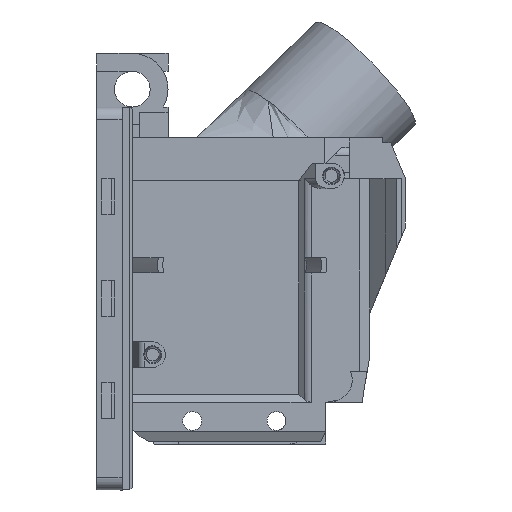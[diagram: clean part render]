
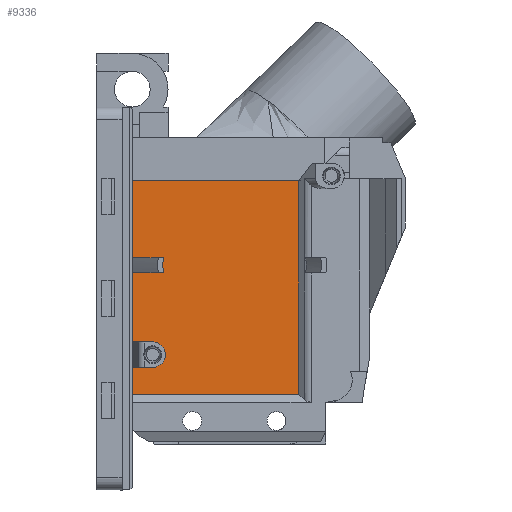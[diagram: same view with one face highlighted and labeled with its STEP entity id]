
A CAD part, left-side view. The second image highlights one B-rep face of the part: STEP entity #9336.
In plain terms, the highlighted planar face has unit normal (-1, 0, 0).
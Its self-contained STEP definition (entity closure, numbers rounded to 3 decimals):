
#163=FACE_BOUND('',#1462,.T.);
#453=PLANE('',#10096);
#925=FACE_OUTER_BOUND('',#1461,.T.);
#1461=EDGE_LOOP('',(#8424,#8425,#8426,#8427,#8428,#8429,#8430,#8431,#8432,
#8433));
#1462=EDGE_LOOP('',(#8434,#8435,#8436,#8437));
#1742=CIRCLE('',#9954,15.5);
#1743=CIRCLE('',#9958,2.5);
#1744=CIRCLE('',#9970,21.5);
#1746=CIRCLE('',#9972,21.5);
#2598=LINE('',#17652,#3547);
#2601=LINE('',#17663,#3550);
#2602=LINE('',#17670,#3551);
#2606=LINE('',#17679,#3555);
#2608=LINE('',#17682,#3557);
#2628=LINE('',#17731,#3577);
#2765=LINE('',#18180,#3714);
#2766=LINE('',#18182,#3715);
#2767=LINE('',#18184,#3716);
#2768=LINE('',#18185,#3717);
#3547=VECTOR('',#11958,10.);
#3550=VECTOR('',#11967,10.);
#3551=VECTOR('',#11970,10.);
#3555=VECTOR('',#11980,10.);
#3557=VECTOR('',#11984,10.);
#3577=VECTOR('',#12030,10.);
#3714=VECTOR('',#12411,10.);
#3715=VECTOR('',#12414,10.);
#3716=VECTOR('',#12415,10.);
#3717=VECTOR('',#12416,10.);
#4501=VERTEX_POINT('',#17650);
#4502=VERTEX_POINT('',#17651);
#4503=VERTEX_POINT('',#17658);
#4504=VERTEX_POINT('',#17662);
#4505=VERTEX_POINT('',#17668);
#4506=VERTEX_POINT('',#17669);
#4507=VERTEX_POINT('',#17674);
#4508=VERTEX_POINT('',#17678);
#4520=VERTEX_POINT('',#17721);
#4522=VERTEX_POINT('',#17725);
#4523=VERTEX_POINT('',#17729);
#4524=VERTEX_POINT('',#17730);
#4628=VERTEX_POINT('',#18178);
#4629=VERTEX_POINT('',#18183);
#5714=EDGE_CURVE('',#4501,#4502,#2598,.T.);
#5717=EDGE_CURVE('',#4503,#4501,#1742,.T.);
#5719=EDGE_CURVE('',#4504,#4503,#2601,.T.);
#5721=EDGE_CURVE('',#4505,#4506,#2602,.T.);
#5724=EDGE_CURVE('',#4507,#4505,#1743,.T.);
#5726=EDGE_CURVE('',#4508,#4507,#2606,.T.);
#5728=EDGE_CURVE('',#4506,#4508,#2608,.T.);
#5747=EDGE_CURVE('',#4520,#4504,#1744,.T.);
#5750=EDGE_CURVE('',#4502,#4522,#1746,.T.);
#5751=EDGE_CURVE('',#4523,#4524,#2628,.T.);
#5944=EDGE_CURVE('',#4523,#4628,#2765,.T.);
#5945=EDGE_CURVE('',#4524,#4522,#2766,.T.);
#5946=EDGE_CURVE('',#4628,#4629,#2767,.F.);
#5947=EDGE_CURVE('',#4629,#4520,#2768,.T.);
#8424=ORIENTED_EDGE('',*,*,#5750,.T.);
#8425=ORIENTED_EDGE('',*,*,#5945,.F.);
#8426=ORIENTED_EDGE('',*,*,#5751,.F.);
#8427=ORIENTED_EDGE('',*,*,#5944,.T.);
#8428=ORIENTED_EDGE('',*,*,#5946,.T.);
#8429=ORIENTED_EDGE('',*,*,#5947,.T.);
#8430=ORIENTED_EDGE('',*,*,#5747,.T.);
#8431=ORIENTED_EDGE('',*,*,#5719,.T.);
#8432=ORIENTED_EDGE('',*,*,#5717,.T.);
#8433=ORIENTED_EDGE('',*,*,#5714,.T.);
#8434=ORIENTED_EDGE('',*,*,#5728,.T.);
#8435=ORIENTED_EDGE('',*,*,#5726,.T.);
#8436=ORIENTED_EDGE('',*,*,#5724,.T.);
#8437=ORIENTED_EDGE('',*,*,#5721,.T.);
#9336=ADVANCED_FACE('',(#925,#163),#453,.T.);
#9954=AXIS2_PLACEMENT_3D('',#17659,#11962,#11963);
#9958=AXIS2_PLACEMENT_3D('',#17675,#11975,#11976);
#9970=AXIS2_PLACEMENT_3D('',#17722,#12021,#12022);
#9972=AXIS2_PLACEMENT_3D('',#17727,#12026,#12027);
#10096=AXIS2_PLACEMENT_3D('',#18181,#12412,#12413);
#11958=DIRECTION('',(0.,1.,0.));
#11962=DIRECTION('center_axis',(-1.,0.,0.));
#11963=DIRECTION('ref_axis',(0.,-1.,0.));
#11967=DIRECTION('',(0.,-1.,0.));
#11970=DIRECTION('',(0.,1.,0.));
#11975=DIRECTION('center_axis',(1.,0.,0.));
#11976=DIRECTION('ref_axis',(0.,-1.,0.));
#11980=DIRECTION('',(0.,-1.,0.));
#11984=DIRECTION('',(0.,0.,1.));
#12021=DIRECTION('center_axis',(1.,0.,0.));
#12022=DIRECTION('ref_axis',(0.,1.,0.));
#12026=DIRECTION('center_axis',(1.,0.,0.));
#12027=DIRECTION('ref_axis',(0.,1.,0.));
#12030=DIRECTION('',(0.,1.,0.));
#12411=DIRECTION('',(0.,0.,1.));
#12412=DIRECTION('center_axis',(-1.,0.,0.));
#12413=DIRECTION('ref_axis',(0.,-1.,0.));
#12414=DIRECTION('',(0.,0.,1.));
#12415=DIRECTION('',(0.,-1.,0.));
#12416=DIRECTION('',(0.,0.,-1.));
#17650=CARTESIAN_POINT('',(-22.,13.927,34.5));
#17651=CARTESIAN_POINT('',(-22.,19.948,34.5));
#17652=CARTESIAN_POINT('',(-22.,1.214,34.5));
#17658=CARTESIAN_POINT('',(-22.,13.927,37.5));
#17659=CARTESIAN_POINT('Origin',(-22.,-1.5,36.));
#17662=CARTESIAN_POINT('',(-22.,19.948,37.5));
#17663=CARTESIAN_POINT('',(-22.,1.716,37.5));
#17668=CARTESIAN_POINT('',(-22.,16.,16.));
#17669=CARTESIAN_POINT('',(-22.,19.9,16.));
#17670=CARTESIAN_POINT('',(-22.,3.5,16.));
#17674=CARTESIAN_POINT('',(-22.,15.751,20.988));
#17675=CARTESIAN_POINT('Origin',(-22.,16.,18.5));
#17678=CARTESIAN_POINT('',(-22.,19.9,20.988));
#17679=CARTESIAN_POINT('',(-22.,-1.968,20.988));
#17682=CARTESIAN_POINT('',(-22.,19.9,36.453));
#17721=CARTESIAN_POINT('',(-22.,20.,36.001));
#17722=CARTESIAN_POINT('Origin',(-22.,-1.5,36.));
#17725=CARTESIAN_POINT('',(-22.,20.,35.999));
#17727=CARTESIAN_POINT('Origin',(-22.,-1.5,36.));
#17729=CARTESIAN_POINT('',(-22.,-12.603,10.711));
#17730=CARTESIAN_POINT('',(-22.,20.,10.711));
#17731=CARTESIAN_POINT('',(-22.,-11.216,10.711));
#18178=CARTESIAN_POINT('',(-22.,-12.603,52.6));
#18180=CARTESIAN_POINT('',(-22.,-12.603,26.869));
#18181=CARTESIAN_POINT('Origin',(-22.,-11.5,32.406));
#18182=CARTESIAN_POINT('',(-22.,20.,20.105));
#18183=CARTESIAN_POINT('',(-22.,20.,52.6));
#18184=CARTESIAN_POINT('',(-22.,-5.125,52.6));
#18185=CARTESIAN_POINT('',(-22.,20.,46.98));
